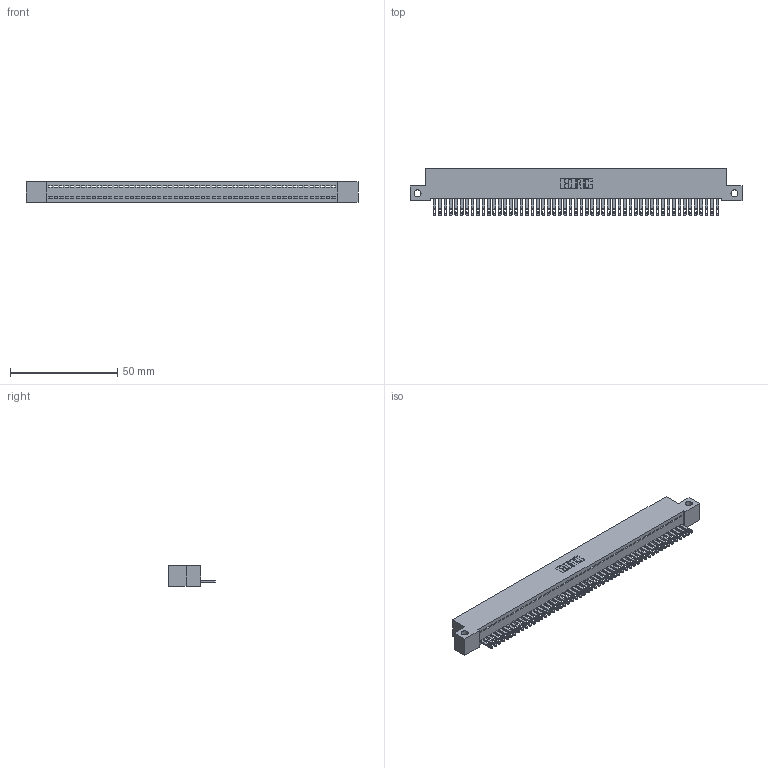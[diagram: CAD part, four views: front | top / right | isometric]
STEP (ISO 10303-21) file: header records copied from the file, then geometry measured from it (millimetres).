
FILE_DESCRIPTION (( 'STEP AP203' ), '1' );
FILE_NAME ('342-053-500-112.STEP', '2019-10-03T02:00:55', ( '' ), ( '' ), 'SwSTEP 2.0', 'SolidWorks 2016', '' );
FILE_SCHEMA (( 'CONFIG_CONTROL_DESIGN' ));
Length unit declared in the file: inch
Products named in the file (3): 342 Part_Side Mount; 345-292-001_345-293-100; 342-053-500-112
Assembly tree (54 placements, depth 2):
  342-053-500-112
    342 Part_Side Mount
    345-292-001_345-293-100  x53
Bounding box: 154.94 x 21.85 x 9.4 mm (x, y, z)
Volume: 13584.5 mm3; surface area: 20094.9 mm2
Topology: 54 solids, 54 shells, 2972 faces, 9203 edges, 6134 vertices
Faces by surface type: plane 1974, cylinder 998
Entity records: 30779 total; most frequent: CARTESIAN_POINT 5313, ORIENTED_EDGE 5302, DIRECTION 4461, EDGE_CURVE 2651, VECTOR 2519, LINE 2519, VERTEX_POINT 1766, AXIS2_PLACEMENT_3D 971
